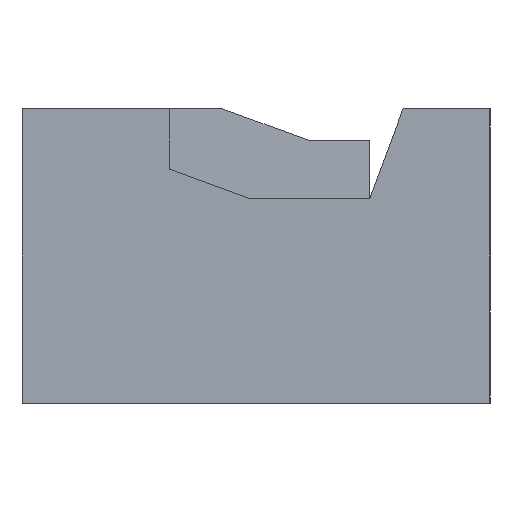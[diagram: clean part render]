
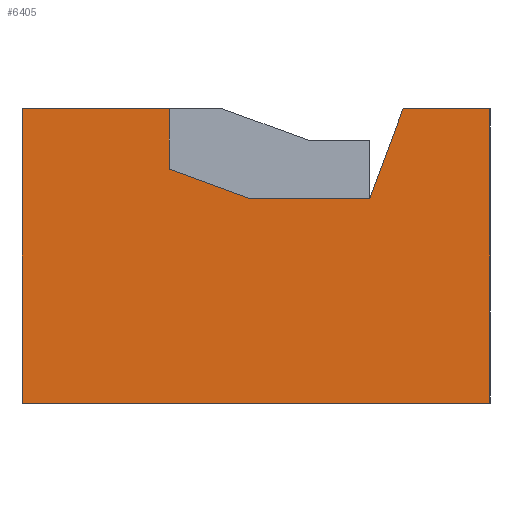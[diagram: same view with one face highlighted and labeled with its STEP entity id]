
A CAD part, left-side view. The second image highlights one B-rep face of the part: STEP entity #6405.
In plain terms, the highlighted planar face has unit normal (-1, 0, 0).
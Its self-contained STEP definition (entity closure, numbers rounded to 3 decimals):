
#1=DIRECTION('',(0.,-1.,0.));
#2=VECTOR('',#1,3.5);
#3=CARTESIAN_POINT('',(-5.9,1.75,-1.1));
#4=LINE('',#3,#2);
#17=DIRECTION('',(0.,0.349,-0.937));
#18=VECTOR('',#17,0.715);
#19=CARTESIAN_POINT('',(-5.9,-1.1,1.1));
#20=LINE('',#19,#18);
#21=DIRECTION('',(0.,0.,1.));
#22=VECTOR('',#21,2.2);
#23=CARTESIAN_POINT('',(-5.9,1.75,-1.1));
#24=LINE('',#23,#22);
#25=DIRECTION('',(0.,0.,-1.));
#26=VECTOR('',#25,0.45);
#27=CARTESIAN_POINT('',(-5.9,0.65,1.1));
#28=LINE('',#27,#26);
#29=DIRECTION('',(0.,0.939,0.345));
#30=VECTOR('',#29,0.639);
#31=CARTESIAN_POINT('',(-5.9,0.05,0.43));
#32=LINE('',#31,#30);
#33=DIRECTION('',(0.,1.,0.));
#34=VECTOR('',#33,0.9);
#35=CARTESIAN_POINT('',(-5.9,-0.85,0.43));
#36=LINE('',#35,#34);
#253=DIRECTION('',(0.,-1.,0.));
#254=VECTOR('',#253,0.65);
#255=CARTESIAN_POINT('',(-5.9,-1.1,1.1));
#256=LINE('',#255,#254);
#285=DIRECTION('',(0.,-1.,0.));
#286=VECTOR('',#285,1.1);
#287=CARTESIAN_POINT('',(-5.9,1.75,1.1));
#288=LINE('',#287,#286);
#453=DIRECTION('',(0.,0.,1.));
#454=VECTOR('',#453,2.2);
#455=CARTESIAN_POINT('',(-5.9,-1.75,-1.1));
#456=LINE('',#455,#454);
#4837=CARTESIAN_POINT('',(-5.9,1.75,-1.1));
#4838=CARTESIAN_POINT('',(-5.9,-1.75,-1.1));
#4839=VERTEX_POINT('',#4837);
#4840=VERTEX_POINT('',#4838);
#4845=CARTESIAN_POINT('',(-5.9,-1.75,1.1));
#4847=VERTEX_POINT('',#4845);
#4850=CARTESIAN_POINT('',(-5.9,1.75,1.1));
#4852=VERTEX_POINT('',#4850);
#4869=CARTESIAN_POINT('',(-5.9,-1.1,1.1));
#4870=CARTESIAN_POINT('',(-5.9,-0.85,0.43));
#4871=VERTEX_POINT('',#4869);
#4872=VERTEX_POINT('',#4870);
#4873=CARTESIAN_POINT('',(-5.9,0.05,0.43));
#4874=VERTEX_POINT('',#4873);
#4875=CARTESIAN_POINT('',(-5.9,0.65,0.65));
#4876=VERTEX_POINT('',#4875);
#4877=CARTESIAN_POINT('',(-5.9,0.65,1.1));
#4878=VERTEX_POINT('',#4877);
#6381=CARTESIAN_POINT('',(-5.9,1.75,-1.1));
#6382=DIRECTION('',(-1.,0.,0.));
#6383=DIRECTION('',(0.,-1.,0.));
#6384=AXIS2_PLACEMENT_3D('',#6381,#6382,#6383);
#6385=PLANE('',#6384);
#6387=ORIENTED_EDGE('',*,*,#6386,.F.);
#6389=ORIENTED_EDGE('',*,*,#6388,.T.);
#6391=ORIENTED_EDGE('',*,*,#6390,.F.);
#6392=ORIENTED_EDGE('',*,*,#6370,.F.);
#6394=ORIENTED_EDGE('',*,*,#6393,.T.);
#6396=ORIENTED_EDGE('',*,*,#6395,.T.);
#6398=ORIENTED_EDGE('',*,*,#6397,.T.);
#6400=ORIENTED_EDGE('',*,*,#6399,.F.);
#6402=ORIENTED_EDGE('',*,*,#6401,.F.);
#6403=EDGE_LOOP('',(#6387,#6389,#6391,#6392,#6394,#6396,#6398,#6400,#6402));
#6404=FACE_OUTER_BOUND('',#6403,.F.);
#6405=ADVANCED_FACE('',(#6404),#6385,.T.);
#6370=EDGE_CURVE('',#4839,#4840,#4,.T.);
#6386=EDGE_CURVE('',#4871,#4872,#20,.T.);
#6388=EDGE_CURVE('',#4871,#4847,#256,.T.);
#6390=EDGE_CURVE('',#4840,#4847,#456,.T.);
#6393=EDGE_CURVE('',#4839,#4852,#24,.T.);
#6395=EDGE_CURVE('',#4852,#4878,#288,.T.);
#6397=EDGE_CURVE('',#4878,#4876,#28,.T.);
#6399=EDGE_CURVE('',#4874,#4876,#32,.T.);
#6401=EDGE_CURVE('',#4872,#4874,#36,.T.);
